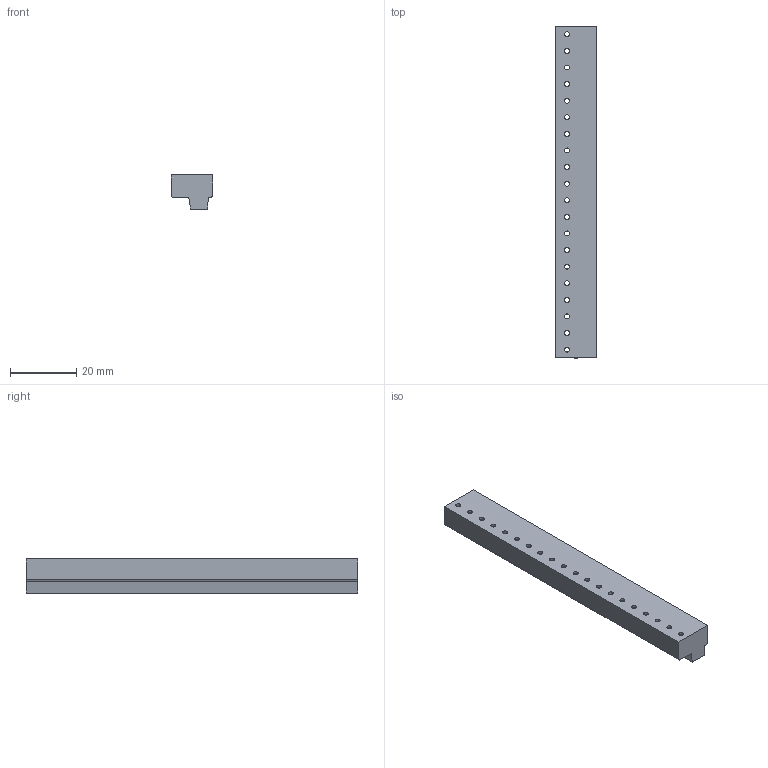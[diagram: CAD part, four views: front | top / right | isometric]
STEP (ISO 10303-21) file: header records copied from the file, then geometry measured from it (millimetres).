
FILE_DESCRIPTION((''),'2;1');
FILE_NAME('TL222T-XXP','2024-12-09T08:50:37',('sheji'),(''),'CREO PARAMETRIC BY PTC INC, 2018100','CREO PARAMETRIC BY PTC INC, 2018100','');
FILE_SCHEMA(('CONFIG_CONTROL_DESIGN'));
Length unit declared in the file: millimetre
Products named in the file (1): TL222T-XXP
Bounding box: 12.4 x 100 x 10.3 mm (x, y, z)
Volume: 8726.4 mm3; surface area: 7287.7 mm2
Topology: 1 solids, 1 shells, 1094 faces, 2916 edges, 1904 vertices
Faces by surface type: plane 910, cylinder 184
Entity records: 33706 total; most frequent: CARTESIAN_POINT 5914, ORIENTED_EDGE 5832, DIRECTION 5552, EDGE_CURVE 2916, VECTOR 2468, LINE 2468, VERTEX_POINT 1904, AXIS2_PLACEMENT_3D 1542
